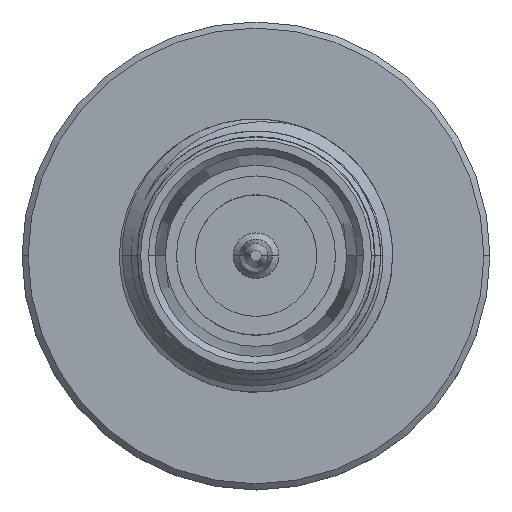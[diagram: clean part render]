
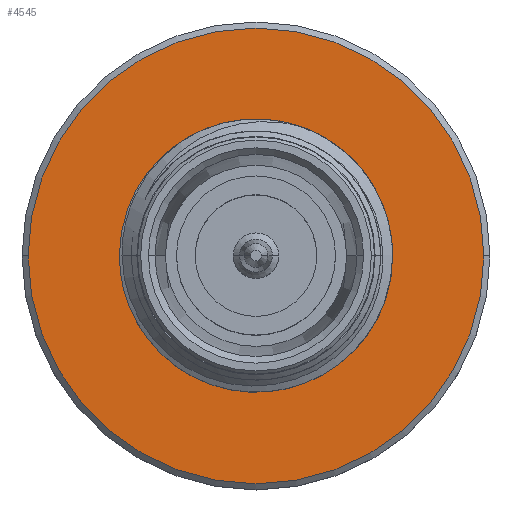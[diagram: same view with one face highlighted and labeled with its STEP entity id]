
A CAD part, top view. The second image highlights one B-rep face of the part: STEP entity #4545.
In plain terms, the highlighted face is planar.
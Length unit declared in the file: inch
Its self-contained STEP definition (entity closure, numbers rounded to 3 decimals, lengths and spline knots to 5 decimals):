
#134 = FACE_OUTER_BOUND ( 'NONE', #15223, .T. ) ;
#163 = ORIENTED_EDGE ( 'NONE', *, *, #19617, .F. ) ;
#451 = CIRCLE ( 'NONE', #4583, 0.36523 ) ;
#1635 = ORIENTED_EDGE ( 'NONE', *, *, #5701, .F. ) ;
#1648 = VERTEX_POINT ( 'NONE', #12368 ) ;
#2051 = CARTESIAN_POINT ( 'NONE',  ( 0.43625, 0., 0. ) ) ;
#2522 = DIRECTION ( 'NONE',  ( -1., 0., 0. ) ) ;
#2611 = CIRCLE ( 'NONE', #6024, 0.19 ) ;
#2747 = AXIS2_PLACEMENT_3D ( 'NONE', #17169, #11108, #25302 ) ;
#4545 = ADVANCED_FACE ( 'NONE', ( #19718, #134 ), #17433, .T. ) ;
#4583 = AXIS2_PLACEMENT_3D ( 'NONE', #2051, #22200, #16268 ) ;
#5696 = EDGE_CURVE ( 'NONE', #25040, #1648, #451, .T. ) ;
#5701 = EDGE_CURVE ( 'NONE', #1648, #25040, #11132, .T. ) ;
#5926 = AXIS2_PLACEMENT_3D ( 'NONE', #8013, #14115, #16176 ) ;
#6024 = AXIS2_PLACEMENT_3D ( 'NONE', #18334, #10450, #24546 ) ;
#6354 = CARTESIAN_POINT ( 'NONE',  ( 0.43625, 0., -0.19 ) ) ;
#8013 = CARTESIAN_POINT ( 'NONE',  ( 0.43625, 0., 0. ) ) ;
#8223 = EDGE_LOOP ( 'NONE', ( #163, #23055 ) ) ;
#8232 = CARTESIAN_POINT ( 'NONE',  ( 0.43625, 0., 0. ) ) ;
#10268 = AXIS2_PLACEMENT_3D ( 'NONE', #8232, #2522, #18585 ) ;
#10450 = DIRECTION ( 'NONE',  ( -1., 0., 0. ) ) ;
#11108 = DIRECTION ( 'NONE',  ( -1., 0., 0. ) ) ;
#11132 = CIRCLE ( 'NONE', #5926, 0.36523 ) ;
#12368 = CARTESIAN_POINT ( 'NONE',  ( 0.43625, 0., 0.36523 ) ) ;
#12931 = CARTESIAN_POINT ( 'NONE',  ( 0.43625, 0., -0.36523 ) ) ;
#14115 = DIRECTION ( 'NONE',  ( 1., 0., 0. ) ) ;
#14674 = EDGE_CURVE ( 'NONE', #19060, #17844, #18458, .T. ) ;
#15223 = EDGE_LOOP ( 'NONE', ( #16717, #1635 ) ) ;
#16176 = DIRECTION ( 'NONE',  ( 0., 0., -1. ) ) ;
#16268 = DIRECTION ( 'NONE',  ( 0., 0., -1. ) ) ;
#16717 = ORIENTED_EDGE ( 'NONE', *, *, #5696, .F. ) ;
#17169 = CARTESIAN_POINT ( 'NONE',  ( 0.43625, 0., 0. ) ) ;
#17433 = PLANE ( 'NONE',  #2747 ) ;
#17844 = VERTEX_POINT ( 'NONE', #19269 ) ;
#18334 = CARTESIAN_POINT ( 'NONE',  ( 0.43625, 0., 0. ) ) ;
#18458 = CIRCLE ( 'NONE', #10268, 0.19 ) ;
#18585 = DIRECTION ( 'NONE',  ( 0., 0., 1. ) ) ;
#19060 = VERTEX_POINT ( 'NONE', #6354 ) ;
#19269 = CARTESIAN_POINT ( 'NONE',  ( 0.43625, 0., 0.19 ) ) ;
#19617 = EDGE_CURVE ( 'NONE', #17844, #19060, #2611, .T. ) ;
#19718 = FACE_BOUND ( 'NONE', #8223, .T. ) ;
#22200 = DIRECTION ( 'NONE',  ( 1., 0., 0. ) ) ;
#23055 = ORIENTED_EDGE ( 'NONE', *, *, #14674, .F. ) ;
#24546 = DIRECTION ( 'NONE',  ( 0., 0., 1. ) ) ;
#25040 = VERTEX_POINT ( 'NONE', #12931 ) ;
#25302 = DIRECTION ( 'NONE',  ( 0., 0., 1. ) ) ;
